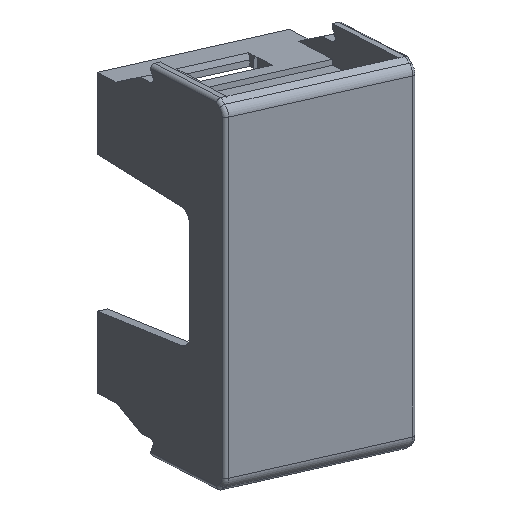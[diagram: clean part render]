
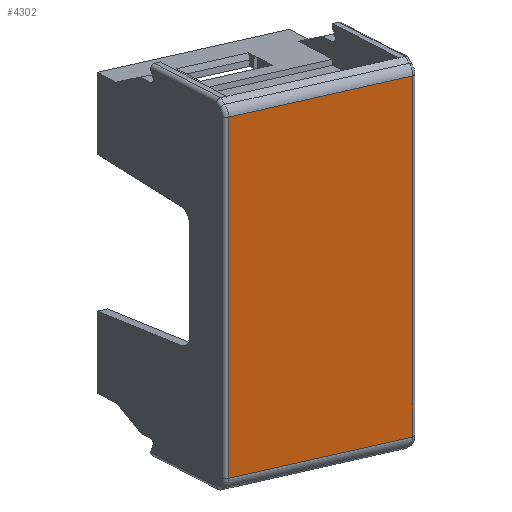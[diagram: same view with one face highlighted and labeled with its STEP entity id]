
A CAD part, top view. The second image highlights one B-rep face of the part: STEP entity #4302.
In plain terms, the highlighted face is planar.
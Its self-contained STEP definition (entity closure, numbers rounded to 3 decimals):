
#2626=CARTESIAN_POINT('Vertex',(-11.9,-20.711,25.)) ;
#2646=CARTESIAN_POINT('Line Origine',(-11.9,-1.252,25.)) ;
#2650=CARTESIAN_POINT('Vertex',(-11.9,20.711,25.)) ;
#3847=CARTESIAN_POINT('Vertex',(11.9,-20.711,25.)) ;
#3871=CARTESIAN_POINT('Vertex',(11.9,20.711,25.)) ;
#3874=CARTESIAN_POINT('Line Origine',(11.9,-1.252,25.)) ;
#4274=CARTESIAN_POINT('Line Origine',(0.,-20.711,25.)) ;
#4286=CARTESIAN_POINT('Axis2P3D Location',(-12.4,-21.526,25.)) ;
#4291=CARTESIAN_POINT('Line Origine',(0.,20.711,25.)) ;
#2647=DIRECTION('Vector Direction',(0.,1.,0.)) ;
#3875=DIRECTION('Vector Direction',(0.,1.,0.)) ;
#4275=DIRECTION('Vector Direction',(1.,0.,0.)) ;
#4287=DIRECTION('Axis2P3D Direction',(0.,0.,-1.)) ;
#4288=DIRECTION('Axis2P3D XDirection',(0.,1.,0.)) ;
#4292=DIRECTION('Vector Direction',(1.,0.,0.)) ;
#4289=AXIS2_PLACEMENT_3D('Plane Axis2P3D',#4286,#4287,#4288) ;
#4297=ORIENTED_EDGE('',*,*,#2652,.F.) ;
#4298=ORIENTED_EDGE('',*,*,#4278,.T.) ;
#4299=ORIENTED_EDGE('',*,*,#3878,.T.) ;
#4300=ORIENTED_EDGE('',*,*,#4295,.F.) ;
#2648=VECTOR('Line Direction',#2647,1.) ;
#3876=VECTOR('Line Direction',#3875,1.) ;
#4276=VECTOR('Line Direction',#4275,1.) ;
#4293=VECTOR('Line Direction',#4292,1.) ;
#4302=ADVANCED_FACE('Body.13 ( DR4687 - wsp *MASTER -  -Non Smart-  )',(#4301),#4290,.F.) ;
#2652=EDGE_CURVE('',#2627,#2651,#2649,.T.) ;
#3878=EDGE_CURVE('',#3848,#3872,#3877,.T.) ;
#4278=EDGE_CURVE('',#2627,#3848,#4277,.T.) ;
#4295=EDGE_CURVE('',#2651,#3872,#4294,.T.) ;
#4296=EDGE_LOOP('',(#4297,#4298,#4299,#4300)) ;
#4301=FACE_OUTER_BOUND('',#4296,.T.) ;
#2649=LINE('Line',#2646,#2648) ;
#3877=LINE('Line',#3874,#3876) ;
#4277=LINE('Line',#4274,#4276) ;
#4294=LINE('Line',#4291,#4293) ;
#4290=PLANE('',#4289) ;
#2627=VERTEX_POINT('',#2626) ;
#2651=VERTEX_POINT('',#2650) ;
#3848=VERTEX_POINT('',#3847) ;
#3872=VERTEX_POINT('',#3871) ;
